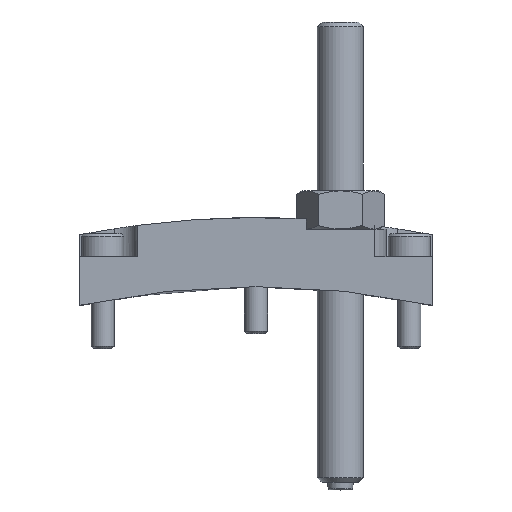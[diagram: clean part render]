
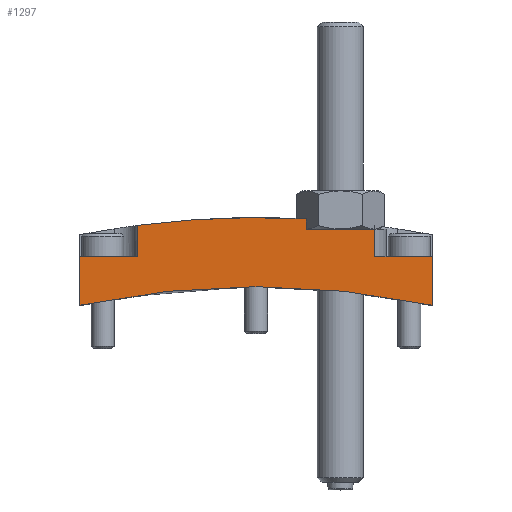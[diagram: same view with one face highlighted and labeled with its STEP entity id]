
A CAD part, top view. The second image highlights one B-rep face of the part: STEP entity #1297.
In plain terms, the highlighted planar face has unit normal (0, 0, 1).
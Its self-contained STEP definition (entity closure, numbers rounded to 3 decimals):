
#76=PLANE('',#1547);
#123=CIRCLE('',#1541,119.);
#127=CIRCLE('',#1546,119.);
#128=CIRCLE('',#1548,110.);
#230=ORIENTED_EDGE('',*,*,#566,.F.);
#231=ORIENTED_EDGE('',*,*,#567,.F.);
#232=ORIENTED_EDGE('',*,*,#551,.T.);
#233=ORIENTED_EDGE('',*,*,#568,.T.);
#234=ORIENTED_EDGE('',*,*,#569,.T.);
#235=ORIENTED_EDGE('',*,*,#570,.T.);
#236=ORIENTED_EDGE('',*,*,#564,.T.);
#237=ORIENTED_EDGE('',*,*,#571,.T.);
#238=ORIENTED_EDGE('',*,*,#572,.F.);
#239=ORIENTED_EDGE('',*,*,#573,.T.);
#240=ORIENTED_EDGE('',*,*,#574,.F.);
#241=ORIENTED_EDGE('',*,*,#575,.T.);
#551=EDGE_CURVE('',#718,#719,#123,.T.);
#564=EDGE_CURVE('',#733,#732,#127,.T.);
#566=EDGE_CURVE('',#734,#735,#842,.T.);
#567=EDGE_CURVE('',#718,#734,#843,.T.);
#568=EDGE_CURVE('',#719,#736,#844,.T.);
#569=EDGE_CURVE('',#736,#737,#845,.T.);
#570=EDGE_CURVE('',#737,#733,#846,.F.);
#571=EDGE_CURVE('',#732,#738,#847,.T.);
#572=EDGE_CURVE('',#739,#738,#848,.T.);
#573=EDGE_CURVE('',#739,#740,#849,.T.);
#574=EDGE_CURVE('',#741,#740,#128,.T.);
#575=EDGE_CURVE('',#741,#735,#850,.T.);
#718=VERTEX_POINT('',#2089);
#719=VERTEX_POINT('',#2094);
#732=VERTEX_POINT('',#2152);
#733=VERTEX_POINT('',#2154);
#734=VERTEX_POINT('',#2166);
#735=VERTEX_POINT('',#2167);
#736=VERTEX_POINT('',#2170);
#737=VERTEX_POINT('',#2172);
#738=VERTEX_POINT('',#2175);
#739=VERTEX_POINT('',#2177);
#740=VERTEX_POINT('',#2179);
#741=VERTEX_POINT('',#2181);
#842=LINE('',#2165,#920);
#843=LINE('',#2168,#921);
#844=LINE('',#2169,#922);
#845=LINE('',#2171,#923);
#846=LINE('',#2173,#924);
#847=LINE('',#2174,#925);
#848=LINE('',#2176,#926);
#849=LINE('',#2178,#927);
#850=LINE('',#2182,#928);
#920=VECTOR('',#1718,1000.);
#921=VECTOR('',#1719,1000.);
#922=VECTOR('',#1720,1000.);
#923=VECTOR('',#1721,1000.);
#924=VECTOR('',#1722,1000.);
#925=VECTOR('',#1723,1000.);
#926=VECTOR('',#1724,1000.);
#927=VECTOR('',#1725,1000.);
#928=VECTOR('',#1728,1000.);
#997=EDGE_LOOP('',(#230,#231,#232,#233,#234,#235,#236,#237,#238,#239,#240,
#241));
#1136=FACE_BOUND('',#997,.T.);
#1297=ADVANCED_FACE('',(#1136),#76,.T.);
#1541=AXIS2_PLACEMENT_3D('',#2095,#1700,#1701);
#1546=AXIS2_PLACEMENT_3D('',#2153,#1714,#1715);
#1547=AXIS2_PLACEMENT_3D('',#2164,#1716,#1717);
#1548=AXIS2_PLACEMENT_3D('',#2180,#1726,#1727);
#1700=DIRECTION('',(0.,0.,1.));
#1701=DIRECTION('',(1.,0.,0.));
#1714=DIRECTION('',(0.,0.,1.));
#1715=DIRECTION('',(1.,0.,0.));
#1716=DIRECTION('',(0.,0.,1.));
#1717=DIRECTION('',(1.,0.,0.));
#1718=DIRECTION('',(1.,0.,0.));
#1719=DIRECTION('',(0.,-1.,0.));
#1720=DIRECTION('',(0.,-1.,0.));
#1721=DIRECTION('',(-1.,0.,0.));
#1722=DIRECTION('',(0.,-1.,0.));
#1723=DIRECTION('',(0.,-1.,0.));
#1724=DIRECTION('',(1.,0.,0.));
#1725=DIRECTION('',(0.,-1.,0.));
#1726=DIRECTION('',(0.,0.,1.));
#1727=DIRECTION('',(1.,0.,0.));
#1728=DIRECTION('',(0.,1.,0.));
#2089=CARTESIAN_POINT('',(15.5,10.418,13.75));
#2094=CARTESIAN_POINT('',(15.472,10.421,13.75));
#2095=CARTESIAN_POINT('',(0.,-107.569,13.75));
#2152=CARTESIAN_POINT('',(-15.5,10.418,13.75));
#2153=CARTESIAN_POINT('',(0.,-107.569,13.75));
#2154=CARTESIAN_POINT('',(6.528,11.252,13.75));
#2164=CARTESIAN_POINT('',(0.,-107.569,13.75));
#2165=CARTESIAN_POINT('',(15.5,6.33,13.75));
#2166=CARTESIAN_POINT('',(15.5,6.33,13.75));
#2167=CARTESIAN_POINT('',(23.,6.33,13.75));
#2168=CARTESIAN_POINT('',(15.5,13.33,13.75));
#2169=CARTESIAN_POINT('',(15.472,1.098,13.75));
#2170=CARTESIAN_POINT('',(15.472,9.931,13.75));
#2171=CARTESIAN_POINT('',(0.,9.931,13.75));
#2172=CARTESIAN_POINT('',(6.528,9.931,13.75));
#2173=CARTESIAN_POINT('',(6.528,1.098,13.75));
#2174=CARTESIAN_POINT('',(-15.5,13.33,13.75));
#2175=CARTESIAN_POINT('',(-15.5,6.33,13.75));
#2176=CARTESIAN_POINT('',(-23.,6.33,13.75));
#2177=CARTESIAN_POINT('',(-23.,6.33,13.75));
#2178=CARTESIAN_POINT('',(-23.,9.188,13.75));
#2179=CARTESIAN_POINT('',(-23.,0.,13.75));
#2180=CARTESIAN_POINT('',(0.,-107.569,13.75));
#2181=CARTESIAN_POINT('',(23.,0.,13.75));
#2182=CARTESIAN_POINT('',(23.,0.,13.75));
